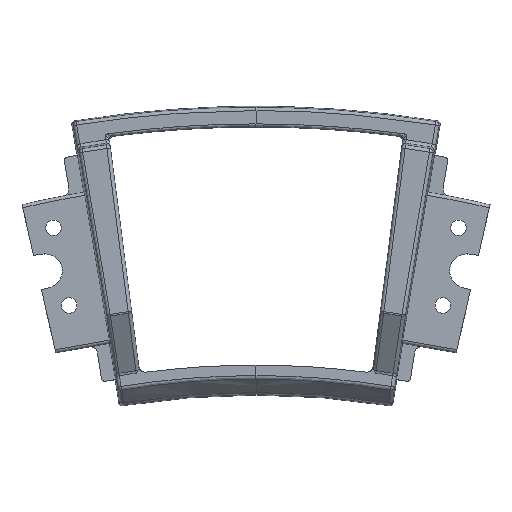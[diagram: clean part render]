
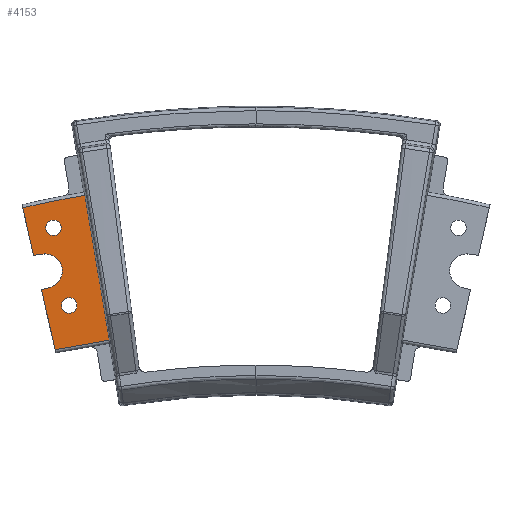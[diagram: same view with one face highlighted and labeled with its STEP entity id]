
A CAD part, top view. The second image highlights one B-rep face of the part: STEP entity #4153.
In plain terms, the highlighted planar face has unit normal (0, 0, 1).
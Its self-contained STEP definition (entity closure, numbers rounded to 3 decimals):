
#25=FACE_BOUND('',#607,.T.);
#26=FACE_BOUND('',#608,.T.);
#53=PLANE('',#4481);
#364=FACE_OUTER_BOUND('',#606,.T.);
#606=EDGE_LOOP('',(#3027,#3028,#3029,#3030,#3031,#3032,#3033,#3034));
#607=EDGE_LOOP('',(#3035));
#608=EDGE_LOOP('',(#3036));
#930=LINE('',#7193,#1254);
#956=LINE('',#7275,#1280);
#957=LINE('',#7277,#1281);
#958=LINE('',#7279,#1282);
#959=LINE('',#7283,#1283);
#960=LINE('',#7284,#1284);
#1254=VECTOR('',#5023,17.356);
#1280=VECTOR('',#5103,46.242);
#1281=VECTOR('',#5104,15.346);
#1282=VECTOR('',#5105,2.992);
#1283=VECTOR('',#5108,2.629);
#1284=VECTOR('',#5109,19.387);
#1598=CIRCLE('',#4450,303.003);
#1612=CIRCLE('',#4482,5.39);
#1613=CIRCLE('',#4483,2.45);
#1614=CIRCLE('',#4484,2.45);
#1782=VERTEX_POINT('',#7180);
#1784=VERTEX_POINT('',#7183);
#1786=VERTEX_POINT('',#7189);
#1788=VERTEX_POINT('',#7192);
#1818=VERTEX_POINT('',#7276);
#1819=VERTEX_POINT('',#7278);
#1820=VERTEX_POINT('',#7280);
#1821=VERTEX_POINT('',#7282);
#1822=VERTEX_POINT('',#7285);
#1823=VERTEX_POINT('',#7287);
#2246=EDGE_CURVE('',#1784,#1782,#1598,.T.);
#2250=EDGE_CURVE('',#1788,#1786,#930,.T.);
#2291=EDGE_CURVE('',#1784,#1786,#956,.T.);
#2292=EDGE_CURVE('',#1782,#1818,#957,.T.);
#2293=EDGE_CURVE('',#1818,#1819,#958,.T.);
#2294=EDGE_CURVE('',#1819,#1820,#1612,.T.);
#2295=EDGE_CURVE('',#1820,#1821,#959,.T.);
#2296=EDGE_CURVE('',#1821,#1788,#960,.T.);
#2297=EDGE_CURVE('',#1822,#1822,#1613,.T.);
#2298=EDGE_CURVE('',#1823,#1823,#1614,.T.);
#3027=ORIENTED_EDGE('',*,*,#2291,.F.);
#3028=ORIENTED_EDGE('',*,*,#2246,.T.);
#3029=ORIENTED_EDGE('',*,*,#2292,.T.);
#3030=ORIENTED_EDGE('',*,*,#2293,.T.);
#3031=ORIENTED_EDGE('',*,*,#2294,.T.);
#3032=ORIENTED_EDGE('',*,*,#2295,.T.);
#3033=ORIENTED_EDGE('',*,*,#2296,.T.);
#3034=ORIENTED_EDGE('',*,*,#2250,.T.);
#3035=ORIENTED_EDGE('',*,*,#2297,.F.);
#3036=ORIENTED_EDGE('',*,*,#2298,.F.);
#4153=ADVANCED_FACE('',(#364,#25,#26),#53,.F.);
#4450=AXIS2_PLACEMENT_3D('',#7184,#5013,#5014);
#4481=AXIS2_PLACEMENT_3D('',#7274,#5101,#5102);
#4482=AXIS2_PLACEMENT_3D('',#7281,#5106,#5107);
#4483=AXIS2_PLACEMENT_3D('',#7286,#5110,#5111);
#4484=AXIS2_PLACEMENT_3D('',#7288,#5112,#5113);
#5013=DIRECTION('center_axis',(0.,0.,1.));
#5014=DIRECTION('ref_axis',(1.,0.,0.));
#5023=DIRECTION('',(0.985,0.174,0.));
#5101=DIRECTION('center_axis',(0.,0.,-1.));
#5102=DIRECTION('ref_axis',(-1.,0.,0.));
#5103=DIRECTION('',(0.167,-0.986,0.));
#5104=DIRECTION('',(0.223,-0.975,0.));
#5105=DIRECTION('',(0.991,0.133,0.));
#5106=DIRECTION('center_axis',(0.,0.,-1.));
#5107=DIRECTION('ref_axis',(-1.,0.,0.));
#5108=DIRECTION('',(-0.969,-0.248,0.));
#5109=DIRECTION('',(0.223,-0.975,0.));
#5110=DIRECTION('center_axis',(0.,0.,1.));
#5111=DIRECTION('ref_axis',(1.,0.,0.));
#5112=DIRECTION('center_axis',(0.,0.,1.));
#5113=DIRECTION('ref_axis',(1.,0.,0.));
#7180=CARTESIAN_POINT('',(-73.477,15.377,9.75));
#7183=CARTESIAN_POINT('',(-53.898,19.305,9.75));
#7184=CARTESIAN_POINT('Origin',(-4.115,-279.58,9.75));
#7189=CARTESIAN_POINT('',(-46.172,-26.287,9.75));
#7192=CARTESIAN_POINT('',(-63.265,-29.301,9.75));
#7193=CARTESIAN_POINT('',(-63.265,-29.301,9.75));
#7274=CARTESIAN_POINT('Origin',(-66.376,-4.528,9.75));
#7275=CARTESIAN_POINT('',(-53.898,19.305,9.75));
#7276=CARTESIAN_POINT('',(-70.058,0.417,9.75));
#7277=CARTESIAN_POINT('',(-73.477,15.377,9.75));
#7278=CARTESIAN_POINT('',(-67.092,0.815,9.75));
#7279=CARTESIAN_POINT('',(-70.058,0.417,9.75));
#7280=CARTESIAN_POINT('',(-65.038,-9.749,9.75));
#7281=CARTESIAN_POINT('Origin',(-66.376,-4.528,9.75));
#7282=CARTESIAN_POINT('',(-67.585,-10.401,9.75));
#7283=CARTESIAN_POINT('',(-65.038,-9.749,9.75));
#7284=CARTESIAN_POINT('',(-67.585,-10.401,9.75));
#7285=CARTESIAN_POINT('',(-66.272,9.054,9.75));
#7286=CARTESIAN_POINT('Origin',(-63.822,9.054,9.75));
#7287=CARTESIAN_POINT('',(-61.289,-15.379,9.75));
#7288=CARTESIAN_POINT('Origin',(-58.839,-15.379,9.75));
